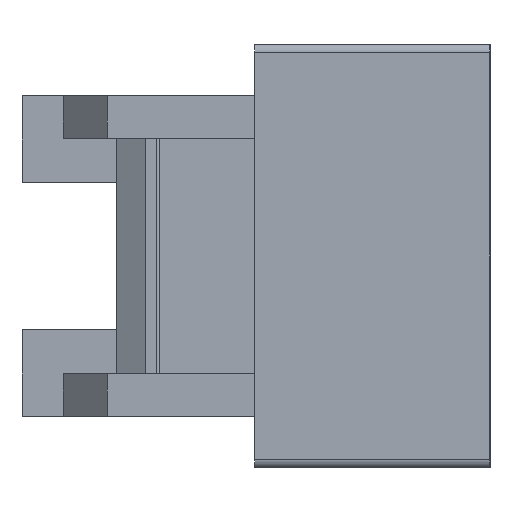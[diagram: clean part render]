
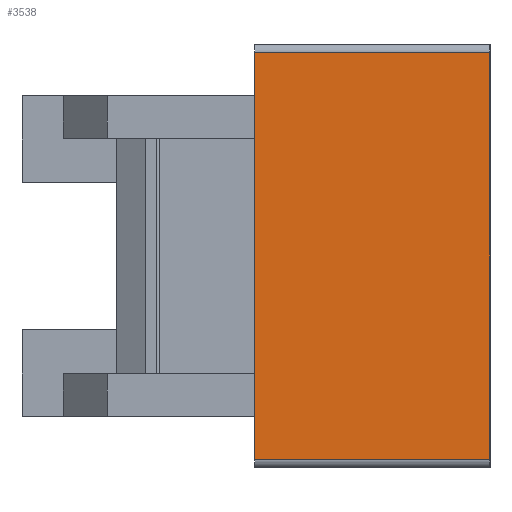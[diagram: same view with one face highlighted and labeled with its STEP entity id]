
A CAD part, left-side view. The second image highlights one B-rep face of the part: STEP entity #3538.
In plain terms, the highlighted planar face has unit normal (-1, 0, 0).
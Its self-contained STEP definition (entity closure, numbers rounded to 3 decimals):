
#248=ORIENTED_EDGE('',*,*,#995,.T.);
#249=ORIENTED_EDGE('',*,*,#996,.F.);
#250=ORIENTED_EDGE('',*,*,#918,.F.);
#251=ORIENTED_EDGE('',*,*,#997,.T.);
#918=EDGE_CURVE('',#1295,#1296,#1549,.T.);
#995=EDGE_CURVE('',#1362,#1363,#1601,.T.);
#996=EDGE_CURVE('',#1296,#1363,#1602,.T.);
#997=EDGE_CURVE('',#1295,#1362,#1603,.T.);
#1295=VERTEX_POINT('',#4696);
#1296=VERTEX_POINT('',#4697);
#1362=VERTEX_POINT('',#4845);
#1363=VERTEX_POINT('',#4846);
#1549=LINE('',#4695,#1881);
#1601=LINE('',#4844,#1933);
#1602=LINE('',#4847,#1934);
#1603=LINE('',#4848,#1935);
#1881=VECTOR('',#3938,1000.);
#1933=VECTOR('',#4050,1000.);
#1934=VECTOR('',#4051,1000.);
#1935=VECTOR('',#4052,1000.);
#2174=EDGE_LOOP('',(#248,#249,#250,#251));
#2326=FACE_BOUND('',#2174,.T.);
#2464=PLANE('',#3708);
#3538=ADVANCED_FACE('',(#2326),#2464,.F.);
#3708=AXIS2_PLACEMENT_3D('',#4843,#4048,#4049);
#3938=DIRECTION('',(0.,0.,1.));
#4048=DIRECTION('',(1.,0.,0.));
#4049=DIRECTION('',(0.,0.,-1.));
#4050=DIRECTION('',(0.,0.,1.));
#4051=DIRECTION('',(0.,-1.,0.));
#4052=DIRECTION('',(0.,-1.,0.));
#4695=CARTESIAN_POINT('',(0.,8.,-6.9));
#4696=CARTESIAN_POINT('',(0.,8.,-6.9));
#4697=CARTESIAN_POINT('',(0.,8.,6.9));
#4843=CARTESIAN_POINT('',(0.,8.,-6.9));
#4844=CARTESIAN_POINT('',(0.,0.,-6.9));
#4845=CARTESIAN_POINT('',(0.,0.,-6.9));
#4846=CARTESIAN_POINT('',(0.,0.,6.9));
#4847=CARTESIAN_POINT('',(0.,8.,6.9));
#4848=CARTESIAN_POINT('',(0.,8.,-6.9));
